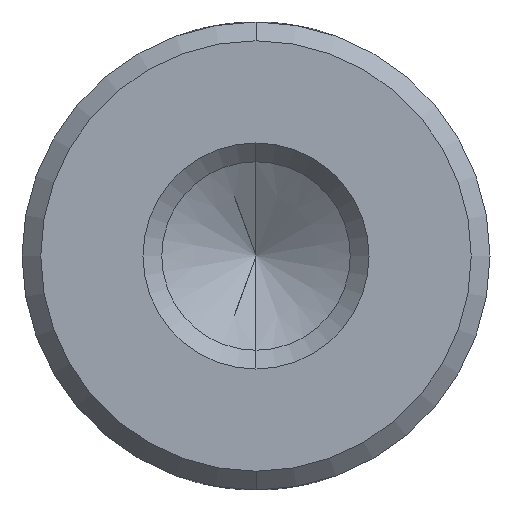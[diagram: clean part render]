
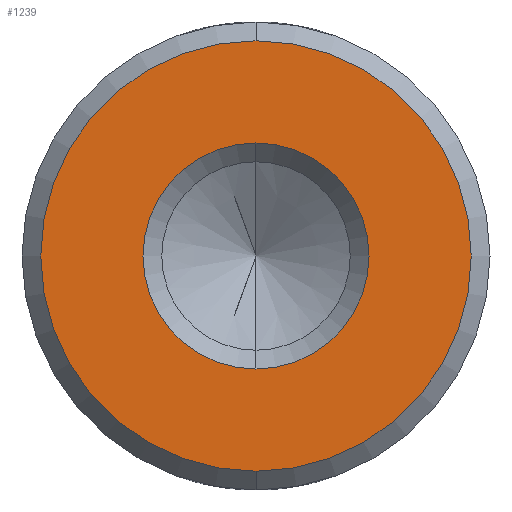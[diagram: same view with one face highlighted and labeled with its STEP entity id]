
A CAD part, front view. The second image highlights one B-rep face of the part: STEP entity #1239.
In plain terms, the highlighted planar face has unit normal (0, -1, 0).
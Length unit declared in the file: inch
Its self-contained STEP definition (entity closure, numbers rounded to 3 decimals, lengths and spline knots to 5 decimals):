
#121 = CARTESIAN_POINT ( 'NONE',  ( -0.01716, -1.06128, -0.17881 ) ) ;
#123 = CARTESIAN_POINT ( 'NONE',  ( -0.01716, -1.06128, 0.17119 ) ) ;
#124 = CARTESIAN_POINT ( 'NONE',  ( -0.01716, -1.06128, -0.06981 ) ) ;
#599 = DIRECTION ( 'NONE',  ( 0., 0., 1. ) ) ;
#600 = DIRECTION ( 'NONE',  ( 0., 1., 0. ) ) ;
#601 = CARTESIAN_POINT ( 'NONE',  ( -0.01716, -1.06128, 0.05069 ) ) ;
#604 = CIRCLE ( 'NONE', #677, 0.2295 ) ;
#677 = AXIS2_PLACEMENT_3D ( 'NONE', #601, #600, #599 ) ;
#767 = DIRECTION ( 'NONE',  ( 0., 0., 1. ) ) ;
#768 = DIRECTION ( 'NONE',  ( 0., 1., 0. ) ) ;
#769 = CARTESIAN_POINT ( 'NONE',  ( -0.01716, -1.06128, 0.05069 ) ) ;
#770 = AXIS2_PLACEMENT_3D ( 'NONE', #769, #768, #767 ) ;
#771 = CIRCLE ( 'NONE', #770, 0.2295 ) ;
#803 = CARTESIAN_POINT ( 'NONE',  ( -0.01716, -1.06128, 0.28019 ) ) ;
#851 = DIRECTION ( 'NONE',  ( 0., 0., 1. ) ) ;
#852 = DIRECTION ( 'NONE',  ( 0., 1., 0. ) ) ;
#853 = CARTESIAN_POINT ( 'NONE',  ( -0.01716, -1.06128, 0.05069 ) ) ;
#854 = AXIS2_PLACEMENT_3D ( 'NONE', #853, #852, #851 ) ;
#857 = DIRECTION ( 'NONE',  ( 0., 0., 1. ) ) ;
#860 = CIRCLE ( 'NONE', #854, 0.1205 ) ;
#866 = AXIS2_PLACEMENT_3D ( 'NONE', #871, #870, #857 ) ;
#867 = FACE_OUTER_BOUND ( 'NONE', #1459, .T. ) ;
#869 = PLANE ( 'NONE',  #866 ) ;
#870 = DIRECTION ( 'NONE',  ( 0., 1., 0. ) ) ;
#871 = CARTESIAN_POINT ( 'NONE',  ( 0.21234, -1.06128, 0.05069 ) ) ;
#872 = FACE_BOUND ( 'NONE', #1460, .T. ) ;
#1082 = CARTESIAN_POINT ( 'NONE',  ( -0.01716, -1.06128, 0.05069 ) ) ;
#1084 = AXIS2_PLACEMENT_3D ( 'NONE', #1082, #1095, #1096 ) ;
#1085 = CIRCLE ( 'NONE', #1084, 0.1205 ) ;
#1095 = DIRECTION ( 'NONE',  ( 0., 1., 0. ) ) ;
#1096 = DIRECTION ( 'NONE',  ( 0., 0., 1. ) ) ;
#1180 = EDGE_CURVE ( 'NONE', #1302, #1303, #1085, .T. ) ;
#1239 = ADVANCED_FACE ( 'NONE', ( #872, #867 ), #869, .F. ) ;
#1240 = EDGE_CURVE ( 'NONE', #1303, #1302, #860, .T. ) ;
#1242 = ORIENTED_EDGE ( 'NONE', *, *, #1441, .F. ) ;
#1244 = ORIENTED_EDGE ( 'NONE', *, *, #1465, .F. ) ;
#1300 = VERTEX_POINT ( 'NONE', #121 ) ;
#1302 = VERTEX_POINT ( 'NONE', #124 ) ;
#1303 = VERTEX_POINT ( 'NONE', #123 ) ;
#1388 = ORIENTED_EDGE ( 'NONE', *, *, #1240, .T. ) ;
#1441 = EDGE_CURVE ( 'NONE', #1300, #1476, #604, .T. ) ;
#1457 = ORIENTED_EDGE ( 'NONE', *, *, #1180, .T. ) ;
#1459 = EDGE_LOOP ( 'NONE', ( #1244, #1242 ) ) ;
#1460 = EDGE_LOOP ( 'NONE', ( #1457, #1388 ) ) ;
#1465 = EDGE_CURVE ( 'NONE', #1476, #1300, #771, .T. ) ;
#1476 = VERTEX_POINT ( 'NONE', #803 ) ;
